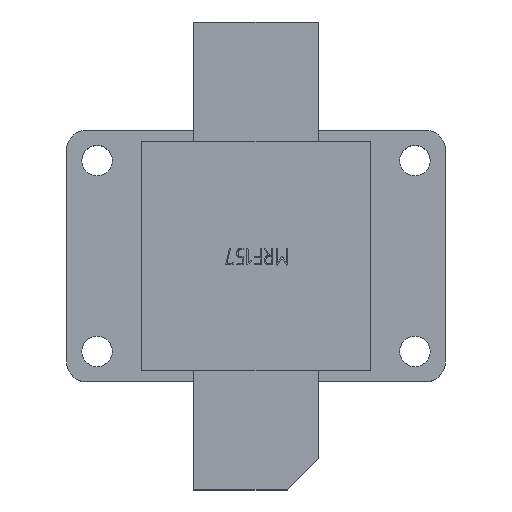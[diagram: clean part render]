
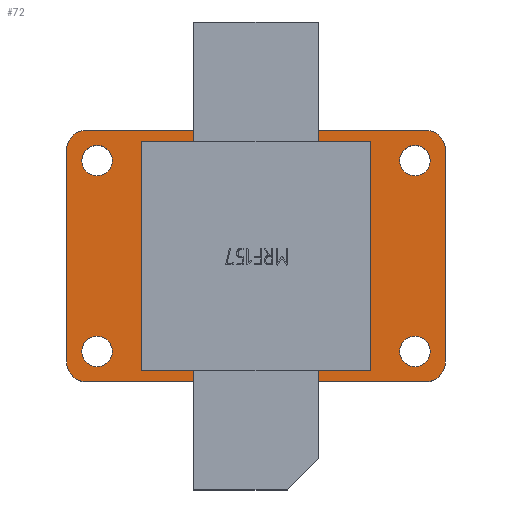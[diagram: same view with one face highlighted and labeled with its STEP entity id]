
A CAD part, top view. The second image highlights one B-rep face of the part: STEP entity #72.
In plain terms, the highlighted planar face has unit normal (0, 0, 1).
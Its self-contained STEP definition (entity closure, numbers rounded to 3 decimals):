
#72=ADVANCED_FACE('',(#1671,#1673,#1675,#1677,#1679),#1681,.T.);
#1671=FACE_BOUND('',#1672,.T.);
#1672=EDGE_LOOP('',(#2858,#2859,#2860,#2861,#2862,#2863,#2864,#2865,#2866,#2867,
#2868,#2869,#2870,#2871,#2872,#2873));
#1673=FACE_BOUND('',#1674,.T.);
#1674=EDGE_LOOP('',(#2874));
#1675=FACE_BOUND('',#1676,.T.);
#1676=EDGE_LOOP('',(#2875));
#1677=FACE_BOUND('',#1678,.T.);
#1678=EDGE_LOOP('',(#2876));
#1679=FACE_BOUND('',#1680,.T.);
#1680=EDGE_LOOP('',(#2877));
#1681=PLANE('',#1682);
#1682=AXIS2_PLACEMENT_3D('',#1683,#1684,#1685);
#1683=CARTESIAN_POINT('',(0.,0.,4.95));
#1684=DIRECTION('',(0.,0.,1.));
#1685=DIRECTION('',(-1.,0.,0.));
#2858=ORIENTED_EDGE('',*,*,#4099,.F.);
#2859=ORIENTED_EDGE('',*,*,#4100,.T.);
#2860=ORIENTED_EDGE('',*,*,#4101,.F.);
#2861=ORIENTED_EDGE('',*,*,#4102,.T.);
#2862=ORIENTED_EDGE('',*,*,#4103,.F.);
#2863=ORIENTED_EDGE('',*,*,#4104,.F.);
#2864=ORIENTED_EDGE('',*,*,#4105,.F.);
#2865=ORIENTED_EDGE('',*,*,#4106,.T.);
#2866=ORIENTED_EDGE('',*,*,#4107,.F.);
#2867=ORIENTED_EDGE('',*,*,#4108,.T.);
#2868=ORIENTED_EDGE('',*,*,#4109,.F.);
#2869=ORIENTED_EDGE('',*,*,#4110,.T.);
#2870=ORIENTED_EDGE('',*,*,#4111,.F.);
#2871=ORIENTED_EDGE('',*,*,#4112,.F.);
#2872=ORIENTED_EDGE('',*,*,#4113,.F.);
#2873=ORIENTED_EDGE('',*,*,#4114,.T.);
#2874=ORIENTED_EDGE('',*,*,#4115,.T.);
#2875=ORIENTED_EDGE('',*,*,#4116,.T.);
#2876=ORIENTED_EDGE('',*,*,#4117,.T.);
#2877=ORIENTED_EDGE('',*,*,#4118,.T.);
#4099=EDGE_CURVE('',#4601,#4602,#4603,.F.);
#4100=EDGE_CURVE('',#4601,#4604,#4605,.T.);
#4101=EDGE_CURVE('',#4606,#4604,#4607,.F.);
#4102=EDGE_CURVE('',#4606,#4608,#4609,.T.);
#4103=EDGE_CURVE('',#4610,#4608,#4611,.T.);
#4104=EDGE_CURVE('',#4612,#4610,#4613,.T.);
#4105=EDGE_CURVE('',#4614,#4612,#4615,.T.);
#4106=EDGE_CURVE('',#4614,#4616,#4617,.T.);
#4107=EDGE_CURVE('',#4618,#4616,#4619,.F.);
#4108=EDGE_CURVE('',#4618,#4620,#4621,.T.);
#4109=EDGE_CURVE('',#4622,#4620,#4623,.F.);
#4110=EDGE_CURVE('',#4622,#4624,#4625,.T.);
#4111=EDGE_CURVE('',#4626,#4624,#4627,.T.);
#4112=EDGE_CURVE('',#4628,#4626,#4629,.T.);
#4113=EDGE_CURVE('',#4630,#4628,#4631,.T.);
#4114=EDGE_CURVE('',#4630,#4602,#4632,.T.);
#4115=EDGE_CURVE('',#4633,#4633,#4634,.F.);
#4116=EDGE_CURVE('',#4635,#4635,#4636,.F.);
#4117=EDGE_CURVE('',#4637,#4637,#4638,.F.);
#4118=EDGE_CURVE('',#4639,#4639,#4640,.F.);
#4601=VERTEX_POINT('',#5451);
#4602=VERTEX_POINT('',#5452);
#4603=CIRCLE('',#5453,2.);
#4604=VERTEX_POINT('',#5457);
#4605=LINE('',#5458,#5459);
#4606=VERTEX_POINT('',#5461);
#4607=CIRCLE('',#5462,2.);
#4608=VERTEX_POINT('',#5466);
#4609=LINE('',#5467,#5468);
#4610=VERTEX_POINT('',#5470);
#4611=LINE('',#5471,#5472);
#4612=VERTEX_POINT('',#5474);
#4613=LINE('',#5475,#5476);
#4614=VERTEX_POINT('',#5478);
#4615=LINE('',#5479,#5480);
#4616=VERTEX_POINT('',#5482);
#4617=LINE('',#5483,#5484);
#4618=VERTEX_POINT('',#5486);
#4619=CIRCLE('',#5487,2.);
#4620=VERTEX_POINT('',#5491);
#4621=LINE('',#5492,#5493);
#4622=VERTEX_POINT('',#5495);
#4623=CIRCLE('',#5496,2.);
#4624=VERTEX_POINT('',#5500);
#4625=LINE('',#5501,#5502);
#4626=VERTEX_POINT('',#5504);
#4627=LINE('',#5505,#5506);
#4628=VERTEX_POINT('',#5508);
#4629=LINE('',#5509,#5510);
#4630=VERTEX_POINT('',#5512);
#4631=LINE('',#5513,#5514);
#4632=LINE('',#5516,#5517);
#4633=VERTEX_POINT('',#5519);
#4634=CIRCLE('',#5520,1.525);
#4635=VERTEX_POINT('',#5524);
#4636=CIRCLE('',#5525,1.525);
#4637=VERTEX_POINT('',#5529);
#4638=CIRCLE('',#5530,1.525);
#4639=VERTEX_POINT('',#5534);
#4640=CIRCLE('',#5535,1.525);
#5451=CARTESIAN_POINT('',(18.925,-10.575,4.95));
#5452=CARTESIAN_POINT('',(16.925,-12.575,4.95));
#5453=AXIS2_PLACEMENT_3D('',#5454,#5455,#5456);
#5454=CARTESIAN_POINT('',(16.925,-10.575,4.95));
#5455=DIRECTION('',(0.,0.,1.));
#5456=DIRECTION('',(0.,-1.,0.));
#5457=CARTESIAN_POINT('',(18.925,10.575,4.95));
#5458=CARTESIAN_POINT('',(18.925,-10.575,4.95));
#5459=VECTOR('',#5460,1.);
#5460=DIRECTION('',(0.,1.,0.));
#5461=CARTESIAN_POINT('',(16.925,12.575,4.95));
#5462=AXIS2_PLACEMENT_3D('',#5463,#5464,#5465);
#5463=CARTESIAN_POINT('',(16.925,10.575,4.95));
#5464=DIRECTION('',(0.,0.,1.));
#5465=DIRECTION('',(1.,0.,0.));
#5466=CARTESIAN_POINT('',(6.225,12.575,4.95));
#5467=CARTESIAN_POINT('',(16.925,12.575,4.95));
#5468=VECTOR('',#5469,1.);
#5469=DIRECTION('',(-1.,0.,0.));
#5470=CARTESIAN_POINT('',(6.225,11.435,4.95));
#5471=CARTESIAN_POINT('',(6.225,11.435,4.95));
#5472=VECTOR('',#5473,1.);
#5473=DIRECTION('',(0.,1.,0.));
#5474=CARTESIAN_POINT('',(-6.225,11.435,4.95));
#5475=CARTESIAN_POINT('',(-6.225,11.435,4.95));
#5476=VECTOR('',#5477,1.);
#5477=DIRECTION('',(1.,0.,0.));
#5478=CARTESIAN_POINT('',(-6.225,12.575,4.95));
#5479=CARTESIAN_POINT('',(-6.225,12.575,4.95));
#5480=VECTOR('',#5481,1.);
#5481=DIRECTION('',(0.,-1.,0.));
#5482=CARTESIAN_POINT('',(-16.925,12.575,4.95));
#5483=CARTESIAN_POINT('',(-6.225,12.575,4.95));
#5484=VECTOR('',#5485,1.);
#5485=DIRECTION('',(-1.,0.,0.));
#5486=CARTESIAN_POINT('',(-18.925,10.575,4.95));
#5487=AXIS2_PLACEMENT_3D('',#5488,#5489,#5490);
#5488=CARTESIAN_POINT('',(-16.925,10.575,4.95));
#5489=DIRECTION('',(0.,0.,1.));
#5490=DIRECTION('',(0.,1.,0.));
#5491=CARTESIAN_POINT('',(-18.925,-10.575,4.95));
#5492=CARTESIAN_POINT('',(-18.925,10.575,4.95));
#5493=VECTOR('',#5494,1.);
#5494=DIRECTION('',(0.,-1.,0.));
#5495=CARTESIAN_POINT('',(-16.925,-12.575,4.95));
#5496=AXIS2_PLACEMENT_3D('',#5497,#5498,#5499);
#5497=CARTESIAN_POINT('',(-16.925,-10.575,4.95));
#5498=DIRECTION('',(0.,0.,1.));
#5499=DIRECTION('',(-1.,0.,0.));
#5500=CARTESIAN_POINT('',(-6.225,-12.575,4.95));
#5501=CARTESIAN_POINT('',(-16.925,-12.575,4.95));
#5502=VECTOR('',#5503,1.);
#5503=DIRECTION('',(1.,0.,0.));
#5504=CARTESIAN_POINT('',(-6.225,-11.435,4.95));
#5505=CARTESIAN_POINT('',(-6.225,-11.435,4.95));
#5506=VECTOR('',#5507,1.);
#5507=DIRECTION('',(0.,-1.,0.));
#5508=CARTESIAN_POINT('',(6.225,-11.435,4.95));
#5509=CARTESIAN_POINT('',(6.225,-11.435,4.95));
#5510=VECTOR('',#5511,1.);
#5511=DIRECTION('',(-1.,0.,0.));
#5512=CARTESIAN_POINT('',(6.225,-12.575,4.95));
#5513=CARTESIAN_POINT('',(6.225,-12.575,4.95));
#5514=VECTOR('',#5515,1.);
#5515=DIRECTION('',(0.,1.,0.));
#5516=CARTESIAN_POINT('',(6.225,-12.575,4.95));
#5517=VECTOR('',#5518,1.);
#5518=DIRECTION('',(1.,0.,0.));
#5519=CARTESIAN_POINT('',(14.35,9.525,4.95));
#5520=AXIS2_PLACEMENT_3D('',#5521,#5522,#5523);
#5521=CARTESIAN_POINT('',(15.875,9.525,4.95));
#5522=DIRECTION('',(0.,0.,1.));
#5523=DIRECTION('',(-1.,0.,0.));
#5524=CARTESIAN_POINT('',(14.35,-9.525,4.95));
#5525=AXIS2_PLACEMENT_3D('',#5526,#5527,#5528);
#5526=CARTESIAN_POINT('',(15.875,-9.525,4.95));
#5527=DIRECTION('',(0.,0.,1.));
#5528=DIRECTION('',(-1.,0.,0.));
#5529=CARTESIAN_POINT('',(-17.4,9.525,4.95));
#5530=AXIS2_PLACEMENT_3D('',#5531,#5532,#5533);
#5531=CARTESIAN_POINT('',(-15.875,9.525,4.95));
#5532=DIRECTION('',(0.,0.,1.));
#5533=DIRECTION('',(-1.,0.,0.));
#5534=CARTESIAN_POINT('',(-17.4,-9.525,4.95));
#5535=AXIS2_PLACEMENT_3D('',#5536,#5537,#5538);
#5536=CARTESIAN_POINT('',(-15.875,-9.525,4.95));
#5537=DIRECTION('',(0.,0.,1.));
#5538=DIRECTION('',(-1.,0.,0.));
